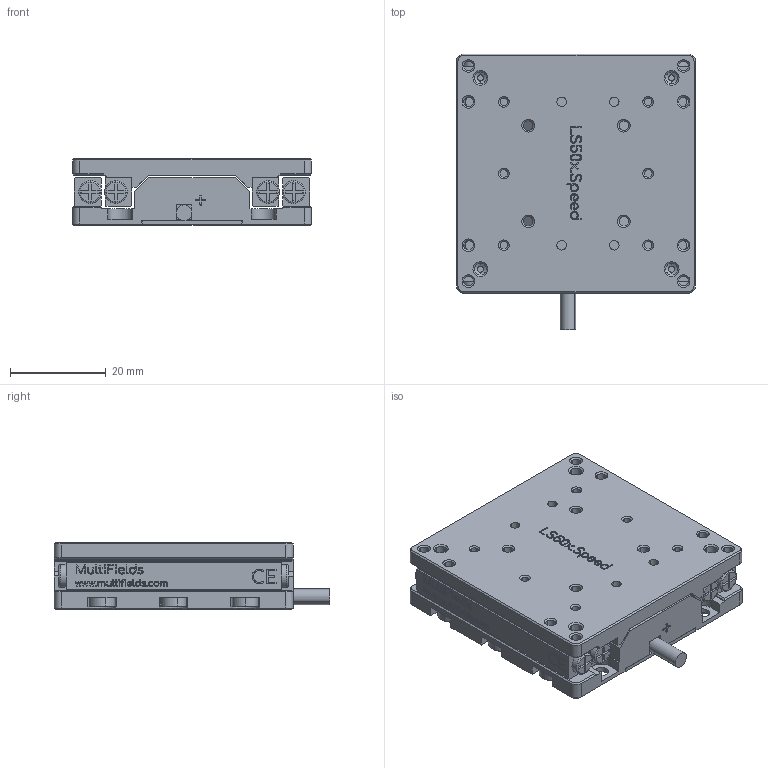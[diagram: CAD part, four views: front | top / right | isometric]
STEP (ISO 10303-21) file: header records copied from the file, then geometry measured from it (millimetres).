
FILE_DESCRIPTION (( 'STEP AP203' ), '1' );
FILE_NAME ('LS50x.Speed.STEP', '2025-08-12T02:10:35', ( '' ), ( '' ), 'SwSTEP 2.0', 'SolidWorks 2020', '' );
FILE_SCHEMA (( 'CONFIG_CONTROL_DESIGN' ));
Length unit declared in the file: millimetre
Products named in the file (1): LS50x.Speed
Bounding box: 50 x 57.7 x 14 mm (x, y, z)
Volume: 30209.2 mm3; surface area: 22092.6 mm2
Topology: 16 solids, 20 shells, 1635 faces, 4153 edges, 2648 vertices
Faces by surface type: plane 700, bspline 452, cylinder 247, cone 186, torus 50
Entity records: 67821 total; most frequent: CARTESIAN_POINT 30815, ORIENTED_EDGE 8282, DIRECTION 6340, EDGE_CURVE 4141, VERTEX_POINT 2648, VECTOR 2450, LINE 2450, AXIS2_PLACEMENT_3D 1945
